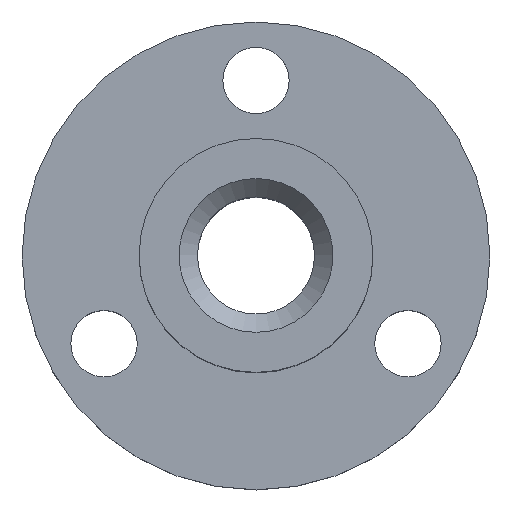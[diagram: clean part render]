
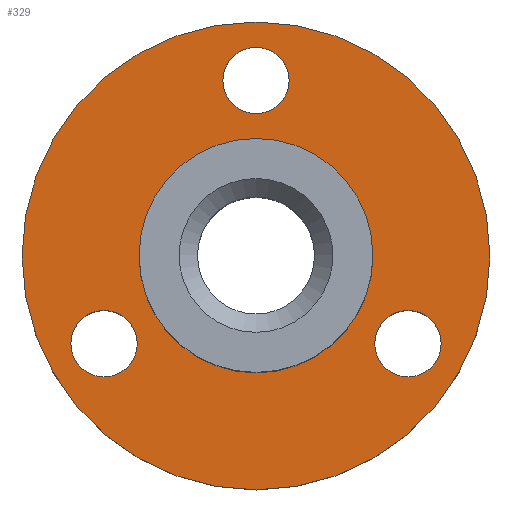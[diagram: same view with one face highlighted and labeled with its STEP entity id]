
A CAD part, top view. The second image highlights one B-rep face of the part: STEP entity #329.
In plain terms, the highlighted planar face has unit normal (0, 0, 1).
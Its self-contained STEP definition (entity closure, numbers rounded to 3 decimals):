
#217=CARTESIAN_POINT('',(7.349,-6.321,3.81));
#218=VERTEX_POINT('',#217);
#219=CARTESIAN_POINT('',(8.249,-4.763,3.81));
#220=DIRECTION('',(0.0,0.0,-1.0));
#221=DIRECTION('',(-0.5,-0.866,0.0));
#222=AXIS2_PLACEMENT_3D('',#219,#220,#221);
#223=CIRCLE('',#222,1.8);
#224=EDGE_CURVE('',#218,#218,#223,.T.);
#237=CARTESIAN_POINT('',(-9.149,-3.204,3.81));
#238=VERTEX_POINT('',#237);
#239=CARTESIAN_POINT('',(-8.249,-4.762,3.81));
#240=DIRECTION('',(0.0,0.0,-1.0));
#241=DIRECTION('',(-0.5,0.866,0.0));
#242=AXIS2_PLACEMENT_3D('',#239,#240,#241);
#243=CIRCLE('',#242,1.8);
#244=EDGE_CURVE('',#238,#238,#243,.T.);
#257=CARTESIAN_POINT('',(1.8,9.525,3.81));
#258=VERTEX_POINT('',#257);
#259=CARTESIAN_POINT('',(0.0,9.525,3.81));
#260=DIRECTION('',(0.0,0.0,-1.0));
#261=DIRECTION('',(1.0,0.0,0.0));
#262=AXIS2_PLACEMENT_3D('',#259,#260,#261);
#263=CIRCLE('',#262,1.8);
#264=EDGE_CURVE('',#258,#258,#263,.T.);
#277=CARTESIAN_POINT('',(6.35,0.,3.81));
#278=VERTEX_POINT('',#277);
#279=CARTESIAN_POINT('',(0.0,0.0,3.81));
#280=DIRECTION('',(0.0,0.0,-1.0));
#281=DIRECTION('',(-1.0,0.0,0.0));
#282=AXIS2_PLACEMENT_3D('',#279,#280,#281);
#283=CIRCLE('',#282,6.35);
#284=EDGE_CURVE('',#278,#278,#283,.T.);
#294=CARTESIAN_POINT('',(12.7,0.,3.81));
#295=VERTEX_POINT('',#294);
#296=CARTESIAN_POINT('',(0.0,0.0,3.81));
#297=DIRECTION('',(0.0,0.0,1.0));
#298=DIRECTION('',(-1.0,0.0,0.0));
#299=AXIS2_PLACEMENT_3D('',#296,#297,#298);
#300=CIRCLE('',#299,12.7);
#301=EDGE_CURVE('',#295,#295,#300,.T.);
#309=CARTESIAN_POINT('',(0.,0.,3.81));
#310=DIRECTION('',(0.0,0.0,1.0));
#311=DIRECTION('',(1.0,0.0,0.0));
#312=AXIS2_PLACEMENT_3D('',#309,#310,#311);
#313=PLANE('',#312);
#314=ORIENTED_EDGE('',*,*,#301,.T.);
#315=EDGE_LOOP('',(#314));
#316=FACE_OUTER_BOUND('',#315,.T.);
#317=ORIENTED_EDGE('',*,*,#224,.T.);
#318=EDGE_LOOP('',(#317));
#319=FACE_BOUND('',#318,.T.);
#320=ORIENTED_EDGE('',*,*,#244,.T.);
#321=EDGE_LOOP('',(#320));
#322=FACE_BOUND('',#321,.T.);
#323=ORIENTED_EDGE('',*,*,#264,.T.);
#324=EDGE_LOOP('',(#323));
#325=FACE_BOUND('',#324,.T.);
#326=ORIENTED_EDGE('',*,*,#284,.T.);
#327=EDGE_LOOP('',(#326));
#328=FACE_BOUND('',#327,.T.);
#329=ADVANCED_FACE('',(#316,#319,#322,#325,#328),#313,.T.);
